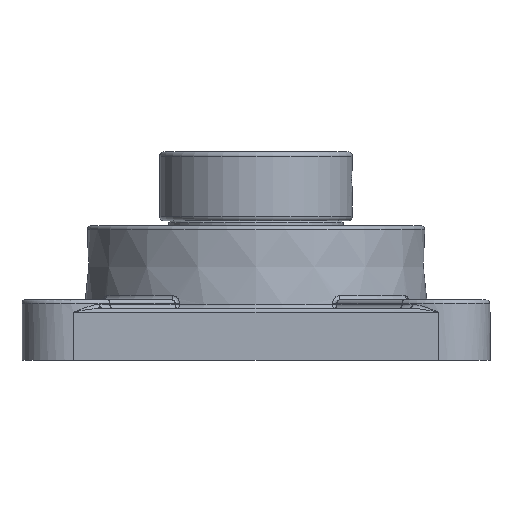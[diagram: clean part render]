
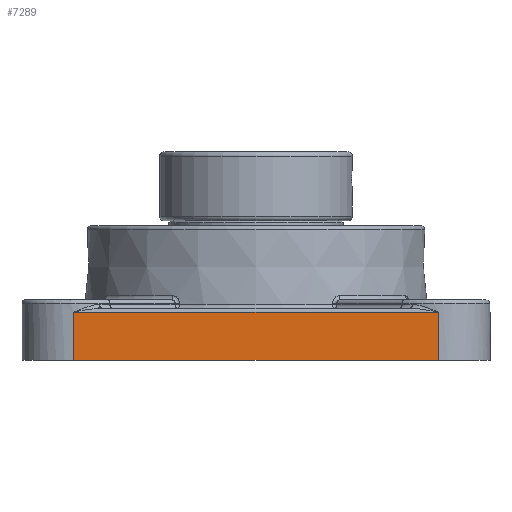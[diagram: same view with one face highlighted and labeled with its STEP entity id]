
A CAD part, front view. The second image highlights one B-rep face of the part: STEP entity #7289.
In plain terms, the highlighted planar face has unit normal (0, -1, 0).
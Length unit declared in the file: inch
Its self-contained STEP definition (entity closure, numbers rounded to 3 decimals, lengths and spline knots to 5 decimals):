
#2025=CARTESIAN_POINT('',(-1.65798,-2.12598,0.43744));
#2026=VERTEX_POINT('',#2025);
#2251=CARTESIAN_POINT('',(1.65798,-2.12598,0.43744));
#2252=VERTEX_POINT('',#2251);
#2253=CARTESIAN_POINT('',(-0.65275,-2.12598,0.43744));
#2254=DIRECTION('',(1.,0.,-0.));
#2255=VECTOR('',#2254,1.3055);
#2256=LINE('',#2253,#2255);
#2257=EDGE_CURVE('',#2026,#2252,#2256,.T.);
#3475=CARTESIAN_POINT('',(1.65798,-2.12598,0.));
#3476=VERTEX_POINT('',#3475);
#3477=CARTESIAN_POINT('',(1.65798,-2.12598,0.));
#3478=DIRECTION('',(0.,0.,1.));
#3479=VECTOR('',#3478,0.17222);
#3480=LINE('',#3477,#3479);
#3481=EDGE_CURVE('',#3476,#2252,#3480,.T.);
#3716=CARTESIAN_POINT('',(-1.65798,-2.12598,0.));
#3717=VERTEX_POINT('',#3716);
#3718=CARTESIAN_POINT('',(1.65798,-2.12598,0.));
#3719=DIRECTION('',(-1.,0.,0.));
#3720=VECTOR('',#3719,1.3055);
#3721=LINE('',#3718,#3720);
#3722=EDGE_CURVE('',#3476,#3717,#3721,.T.);
#6963=CARTESIAN_POINT('',(-1.65798,-2.12598,0.));
#6964=DIRECTION('',(0.,0.,1.));
#6965=VECTOR('',#6964,0.17222);
#6966=LINE('',#6963,#6965);
#6967=EDGE_CURVE('',#3717,#2026,#6966,.T.);
#7278=CARTESIAN_POINT('',(0.,-2.12598,0.));
#7279=DIRECTION('',(0.,-1.,0.));
#7280=DIRECTION('',(1.,0.,0.));
#7281=AXIS2_PLACEMENT_3D('',#7278,#7279,#7280);
#7282=PLANE('',#7281);
#7283=ORIENTED_EDGE('',*,*,#2257,.F.);
#7284=ORIENTED_EDGE('',*,*,#6967,.F.);
#7285=ORIENTED_EDGE('',*,*,#3722,.F.);
#7286=ORIENTED_EDGE('',*,*,#3481,.T.);
#7287=EDGE_LOOP('',(#7283,#7284,#7285,#7286));
#7288=FACE_BOUND('',#7287,.T.);
#7289=ADVANCED_FACE('',(#7288),#7282,.T.);
